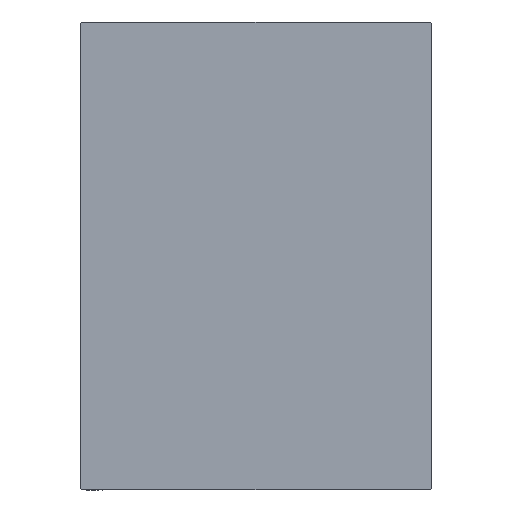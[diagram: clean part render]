
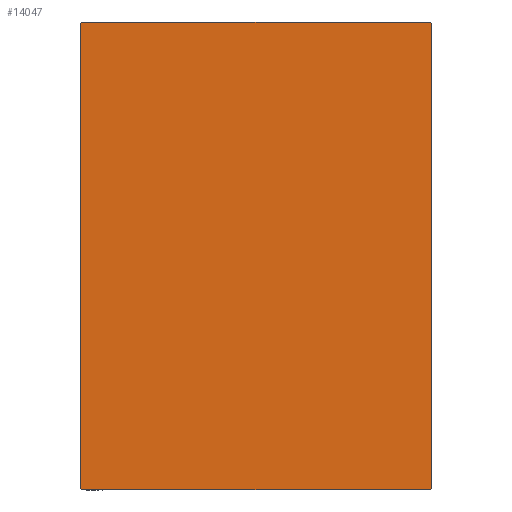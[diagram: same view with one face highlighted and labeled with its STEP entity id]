
A CAD part, left-side view. The second image highlights one B-rep face of the part: STEP entity #14047.
In plain terms, the highlighted face is planar.
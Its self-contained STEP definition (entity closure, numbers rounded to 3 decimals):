
#175 = LINE ( 'NONE', #19744, #19741 ) ;
#790 = LINE ( 'NONE', #7160, #32990 ) ;
#792 = CARTESIAN_POINT ( 'NONE',  ( 98., 37.5, -49.7 ) ) ;
#1412 = DIRECTION ( 'NONE',  ( 0., 0.707, 0.707 ) ) ;
#1663 = CARTESIAN_POINT ( 'NONE',  ( 98., 37.2, -50. ) ) ;
#2780 = VECTOR ( 'NONE', #19531, 1000. ) ;
#3964 = CARTESIAN_POINT ( 'NONE',  ( 98., -37.5, 49.7 ) ) ;
#4539 = CARTESIAN_POINT ( 'NONE',  ( 98., -37.5, -50. ) ) ;
#6287 = VERTEX_POINT ( 'NONE', #34812 ) ;
#7160 = CARTESIAN_POINT ( 'NONE',  ( 98., -43.6, -43.6 ) ) ;
#7606 = VECTOR ( 'NONE', #34745, 1000. ) ;
#7688 = VERTEX_POINT ( 'NONE', #37269 ) ;
#7810 = VECTOR ( 'NONE', #1412, 1000. ) ;
#8262 = ORIENTED_EDGE ( 'NONE', *, *, #27674, .T. ) ;
#8591 = FACE_OUTER_BOUND ( 'NONE', #30500, .T. ) ;
#8663 = EDGE_CURVE ( 'NONE', #8690, #36010, #9443, .T. ) ;
#8690 = VERTEX_POINT ( 'NONE', #10081 ) ;
#9057 = EDGE_CURVE ( 'NONE', #31827, #6287, #17647, .T. ) ;
#9116 = CARTESIAN_POINT ( 'NONE',  ( 98., -37.2, 50. ) ) ;
#9443 = LINE ( 'NONE', #42574, #2780 ) ;
#10081 = CARTESIAN_POINT ( 'NONE',  ( 98., 37.2, 50. ) ) ;
#10427 = EDGE_CURVE ( 'NONE', #6287, #43252, #790, .T. ) ;
#10839 = CARTESIAN_POINT ( 'NONE',  ( 98., -37.2, -50. ) ) ;
#10856 = CARTESIAN_POINT ( 'NONE',  ( 98., -37.5, 50. ) ) ;
#11462 = DIRECTION ( 'NONE',  ( 0., 0., -1. ) ) ;
#11676 = LINE ( 'NONE', #43000, #39001 ) ;
#11931 = ORIENTED_EDGE ( 'NONE', *, *, #31960, .T. ) ;
#12394 = EDGE_CURVE ( 'NONE', #40847, #14630, #27987, .T. ) ;
#12643 = ORIENTED_EDGE ( 'NONE', *, *, #10427, .T. ) ;
#13440 = EDGE_CURVE ( 'NONE', #7688, #8690, #175, .T. ) ;
#13681 = VECTOR ( 'NONE', #41193, 1000. ) ;
#13983 = DIRECTION ( 'NONE',  ( 0., 0.707, -0.707 ) ) ;
#14047 = ADVANCED_FACE ( 'NONE', ( #8591 ), #28131, .T. ) ;
#14573 = ORIENTED_EDGE ( 'NONE', *, *, #42328, .T. ) ;
#14630 = VERTEX_POINT ( 'NONE', #792 ) ;
#17647 = LINE ( 'NONE', #10856, #33648 ) ;
#19531 = DIRECTION ( 'NONE',  ( 0., -1., 0. ) ) ;
#19741 = VECTOR ( 'NONE', #23250, 1000. ) ;
#19744 = CARTESIAN_POINT ( 'NONE',  ( 98., 43.6, 43.6 ) ) ;
#20478 = ORIENTED_EDGE ( 'NONE', *, *, #12394, .T. ) ;
#21353 = CARTESIAN_POINT ( 'NONE',  ( 98., 37.5, -50. ) ) ;
#23250 = DIRECTION ( 'NONE',  ( 0., -0.707, 0.707 ) ) ;
#24486 = ORIENTED_EDGE ( 'NONE', *, *, #9057, .T. ) ;
#26549 = DIRECTION ( 'NONE',  ( 0., -0.707, -0.707 ) ) ;
#27498 = LINE ( 'NONE', #21353, #7606 ) ;
#27674 = EDGE_CURVE ( 'NONE', #43252, #40847, #34845, .T. ) ;
#27987 = LINE ( 'NONE', #35014, #7810 ) ;
#28131 = PLANE ( 'NONE',  #39379 ) ;
#30500 = EDGE_LOOP ( 'NONE', ( #8262, #20478, #14573, #33673, #34203, #11931, #24486, #12643 ) ) ;
#31023 = DIRECTION ( 'NONE',  ( 0., 0., -1. ) ) ;
#31827 = VERTEX_POINT ( 'NONE', #3964 ) ;
#31960 = EDGE_CURVE ( 'NONE', #36010, #31827, #11676, .T. ) ;
#32990 = VECTOR ( 'NONE', #13983, 1000. ) ;
#33648 = VECTOR ( 'NONE', #31023, 1000. ) ;
#33673 = ORIENTED_EDGE ( 'NONE', *, *, #13440, .T. ) ;
#34203 = ORIENTED_EDGE ( 'NONE', *, *, #8663, .T. ) ;
#34745 = DIRECTION ( 'NONE',  ( 0., 0., 1. ) ) ;
#34812 = CARTESIAN_POINT ( 'NONE',  ( 98., -37.5, -49.7 ) ) ;
#34845 = LINE ( 'NONE', #4539, #13681 ) ;
#34941 = CARTESIAN_POINT ( 'NONE',  ( 98., 0., 0. ) ) ;
#35014 = CARTESIAN_POINT ( 'NONE',  ( 98., 43.6, -43.6 ) ) ;
#36010 = VERTEX_POINT ( 'NONE', #9116 ) ;
#37269 = CARTESIAN_POINT ( 'NONE',  ( 98., 37.5, 49.7 ) ) ;
#39001 = VECTOR ( 'NONE', #26549, 1000. ) ;
#39379 = AXIS2_PLACEMENT_3D ( 'NONE', #34941, #41501, #11462 ) ;
#40847 = VERTEX_POINT ( 'NONE', #1663 ) ;
#41193 = DIRECTION ( 'NONE',  ( 0., 1., 0. ) ) ;
#41501 = DIRECTION ( 'NONE',  ( 1., 0., 0. ) ) ;
#42328 = EDGE_CURVE ( 'NONE', #14630, #7688, #27498, .T. ) ;
#42574 = CARTESIAN_POINT ( 'NONE',  ( 98., 37.5, 50. ) ) ;
#43000 = CARTESIAN_POINT ( 'NONE',  ( 98., -43.6, 43.6 ) ) ;
#43252 = VERTEX_POINT ( 'NONE', #10839 ) ;
